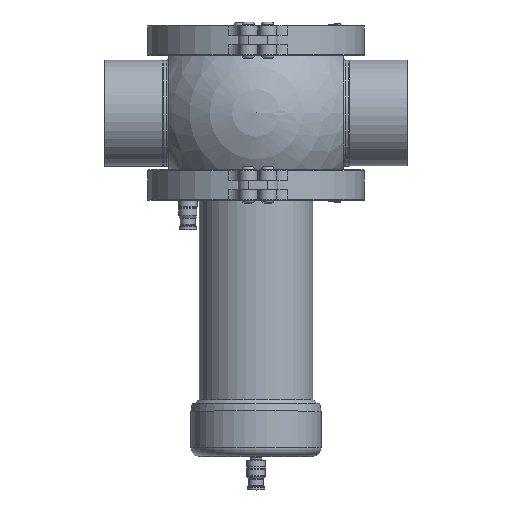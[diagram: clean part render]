
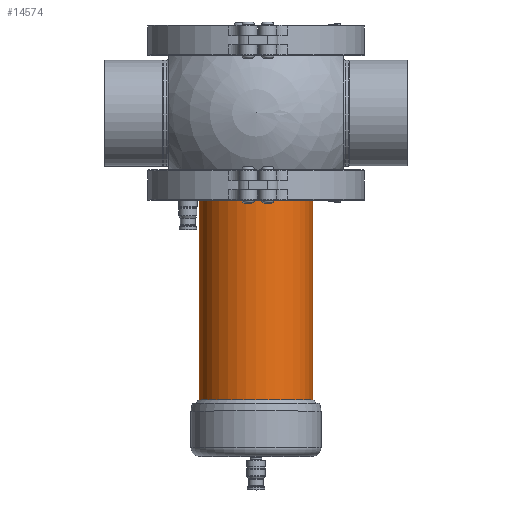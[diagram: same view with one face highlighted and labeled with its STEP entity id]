
A CAD part, top view. The second image highlights one B-rep face of the part: STEP entity #14574.
In plain terms, the highlighted cylindrical face has radius 37.5 mm (diameter 75 mm), a full revolution.
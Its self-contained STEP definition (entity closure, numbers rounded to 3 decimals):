
#993=FACE_OUTER_BOUND('',#1777,.T.);
#1777=EDGE_LOOP('',(#9499,#9500,#9501,#9502,#9503,#9504));
#2754=CIRCLE('',#15554,37.5);
#2755=CIRCLE('',#15555,37.5);
#2756=CIRCLE('',#15556,37.5);
#2757=CIRCLE('',#15557,37.5);
#3913=LINE('',#22670,#4613);
#4613=VECTOR('',#17915,37.5);
#5413=VERTEX_POINT('',#22665);
#5414=VERTEX_POINT('',#22666);
#5415=VERTEX_POINT('',#22669);
#5416=VERTEX_POINT('',#22671);
#6990=EDGE_CURVE('',#5413,#5414,#2754,.T.);
#6991=EDGE_CURVE('',#5414,#5413,#2755,.T.);
#6992=EDGE_CURVE('',#5414,#5415,#3913,.T.);
#6993=EDGE_CURVE('',#5416,#5415,#2756,.T.);
#6994=EDGE_CURVE('',#5415,#5416,#2757,.T.);
#9499=ORIENTED_EDGE('',*,*,#6990,.F.);
#9500=ORIENTED_EDGE('',*,*,#6991,.F.);
#9501=ORIENTED_EDGE('',*,*,#6992,.T.);
#9502=ORIENTED_EDGE('',*,*,#6993,.F.);
#9503=ORIENTED_EDGE('',*,*,#6994,.F.);
#9504=ORIENTED_EDGE('',*,*,#6992,.F.);
#13456=CYLINDRICAL_SURFACE('',#15553,37.5);
#14574=ADVANCED_FACE('',(#993),#13456,.T.);
#15553=AXIS2_PLACEMENT_3D('',#22664,#17909,#17910);
#15554=AXIS2_PLACEMENT_3D('',#22667,#17911,#17912);
#15555=AXIS2_PLACEMENT_3D('',#22668,#17913,#17914);
#15556=AXIS2_PLACEMENT_3D('',#22672,#17916,#17917);
#15557=AXIS2_PLACEMENT_3D('',#22673,#17918,#17919);
#17909=DIRECTION('center_axis',(0.,-1.,0.));
#17910=DIRECTION('ref_axis',(1.,0.,0.));
#17911=DIRECTION('center_axis',(0.,-1.,0.));
#17912=DIRECTION('ref_axis',(0.,0.,1.));
#17913=DIRECTION('center_axis',(0.,-1.,0.));
#17914=DIRECTION('ref_axis',(0.,0.,1.));
#17915=DIRECTION('',(0.,1.,0.));
#17916=DIRECTION('center_axis',(0.,1.,0.));
#17917=DIRECTION('ref_axis',(1.,0.,0.));
#17918=DIRECTION('center_axis',(0.,1.,0.));
#17919=DIRECTION('ref_axis',(1.,0.,0.));
#22664=CARTESIAN_POINT('Origin',(0.,-123.55,0.));
#22665=CARTESIAN_POINT('',(37.5,-189.3,0.));
#22666=CARTESIAN_POINT('',(-37.5,-189.3,0.));
#22667=CARTESIAN_POINT('Origin',(0.,-189.3,0.));
#22668=CARTESIAN_POINT('Origin',(0.,-189.3,0.));
#22669=CARTESIAN_POINT('',(-37.5,-57.8,0.));
#22670=CARTESIAN_POINT('',(-37.5,-123.55,0.));
#22671=CARTESIAN_POINT('',(37.5,-57.8,0.));
#22672=CARTESIAN_POINT('Origin',(0.,-57.8,0.));
#22673=CARTESIAN_POINT('Origin',(0.,-57.8,0.));
